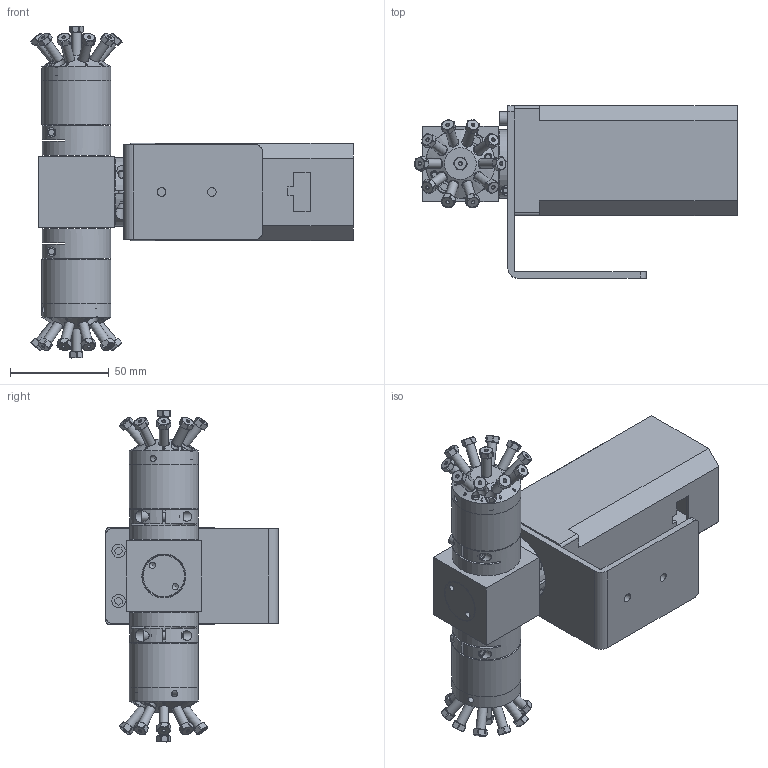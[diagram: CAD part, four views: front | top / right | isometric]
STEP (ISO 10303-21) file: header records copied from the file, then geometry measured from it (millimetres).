
FILE_DESCRIPTION((''),'2;1');
FILE_NAME('312311-C5H-2000EMTD 10 pos valve with elec actuator.stp','2013-08-14T13:53:35',('Franzp'),(''),'Autodesk Inventor 2013','Autodesk Inventor 2013','');
FILE_SCHEMA(('AUTOMOTIVE_DESIGN { 1 0 10303 214 1 1 1 1 }'));
Length unit declared in the file: millimetre
Products named in the file (1): 312311_Shrinkwrap_1
Bounding box: 162.91 x 87.12 x 167.77 mm (x, y, z)
Surface area: 89691.8 mm2 (no closed solid volume)
Topology: 0 solids, 97 shells, 452 faces, 1985 edges, 1520 vertices
Faces by surface type: plane 304, cylinder 102, cone 46
Full cylindrical faces by diameter (mm): 1.71 x22, 3.175 x2, 3.2 x2, 3.22 x4, 3.302 x1, 3.51 x1, 4.166 x2, 4.32 x2, 4.7 x22, 4.76 x1, 5.65 x1, 5.78 x2, 5.84 x1, 5.9 x4, 5.94 x2, 6.7 x2, 19.05 x3, 19.075 x2, 34.671 x2, 34.925 x4
Entity records: 21601 total; most frequent: CARTESIAN_POINT 6913, DIRECTION 2658, ORIENTED_EDGE 2328, EDGE_CURVE 1773, VERTEX_POINT 1437, AXIS2_PLACEMENT_3D 1025, EDGE_LOOP 732, VECTOR 608
